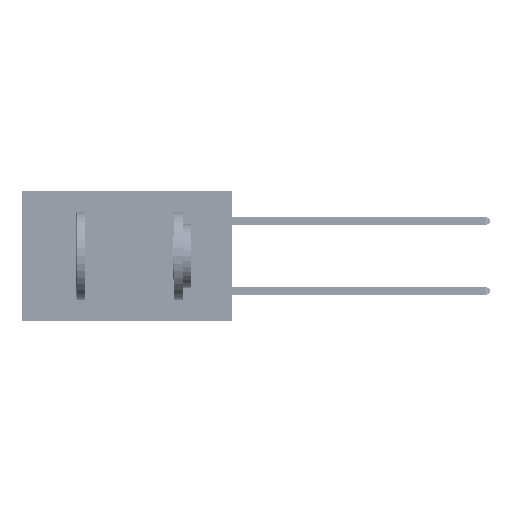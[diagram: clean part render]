
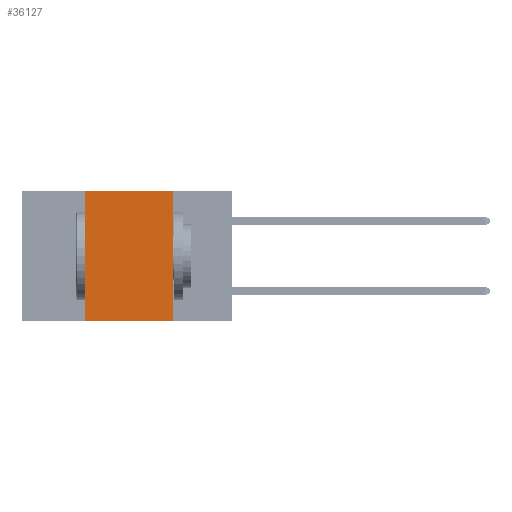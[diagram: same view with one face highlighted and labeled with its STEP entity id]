
A CAD part, left-side view. The second image highlights one B-rep face of the part: STEP entity #36127.
In plain terms, the highlighted planar face has unit normal (-1, 0, 0).
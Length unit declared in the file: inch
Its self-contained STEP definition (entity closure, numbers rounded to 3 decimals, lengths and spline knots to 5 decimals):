
#1224 = LINE ( 'NONE', #23230, #26010 ) ;
#1886 = CARTESIAN_POINT ( 'NONE',  ( 0., 0.17, 0. ) ) ;
#3679 = DIRECTION ( 'NONE',  ( 0., -1., 0. ) ) ;
#3757 = FACE_OUTER_BOUND ( 'NONE', #41275, .T. ) ;
#6303 = CARTESIAN_POINT ( 'NONE',  ( 0., 0.42, 0. ) ) ;
#6414 = DIRECTION ( 'NONE',  ( 0., 0., -1. ) ) ;
#7626 = EDGE_CURVE ( 'NONE', #45087, #37207, #1224, .T. ) ;
#11351 = ORIENTED_EDGE ( 'NONE', *, *, #7626, .F. ) ;
#13180 = VERTEX_POINT ( 'NONE', #17508 ) ;
#14228 = CARTESIAN_POINT ( 'NONE',  ( 0., 0.6, -0.37 ) ) ;
#15224 = VECTOR ( 'NONE', #6414, 39.37008 ) ;
#15402 = AXIS2_PLACEMENT_3D ( 'NONE', #40224, #16518, #44255 ) ;
#16518 = DIRECTION ( 'NONE',  ( 1., 0., 0. ) ) ;
#16850 = VECTOR ( 'NONE', #38765, 39.37008 ) ;
#17508 = CARTESIAN_POINT ( 'NONE',  ( 0., 0.17, -0.37 ) ) ;
#18289 = EDGE_CURVE ( 'NONE', #33338, #13180, #49706, .T. ) ;
#22887 = VECTOR ( 'NONE', #33187, 39.37008 ) ;
#23230 = CARTESIAN_POINT ( 'NONE',  ( 0., 0.6, 0. ) ) ;
#24537 = ORIENTED_EDGE ( 'NONE', *, *, #45523, .F. ) ;
#26010 = VECTOR ( 'NONE', #3679, 39.37008 ) ;
#26496 = CARTESIAN_POINT ( 'NONE',  ( 0., 0.17, 0. ) ) ;
#29484 = ORIENTED_EDGE ( 'NONE', *, *, #47937, .F. ) ;
#29712 = CARTESIAN_POINT ( 'NONE',  ( 0., 0.42, 0. ) ) ;
#31641 = CARTESIAN_POINT ( 'NONE',  ( 0., 0.42, -0.37 ) ) ;
#32264 = PLANE ( 'NONE',  #15402 ) ;
#33187 = DIRECTION ( 'NONE',  ( 0., 0., 1. ) ) ;
#33338 = VERTEX_POINT ( 'NONE', #31641 ) ;
#36127 = ADVANCED_FACE ( 'NONE', ( #3757 ), #32264, .F. ) ;
#37207 = VERTEX_POINT ( 'NONE', #26496 ) ;
#38765 = DIRECTION ( 'NONE',  ( 0., -1., 0. ) ) ;
#40224 = CARTESIAN_POINT ( 'NONE',  ( 0., 0.6, 0. ) ) ;
#41265 = LINE ( 'NONE', #1886, #15224 ) ;
#41275 = EDGE_LOOP ( 'NONE', ( #29484, #11351, #24537, #42163 ) ) ;
#42163 = ORIENTED_EDGE ( 'NONE', *, *, #18289, .T. ) ;
#44255 = DIRECTION ( 'NONE',  ( 0., 0., -1. ) ) ;
#45087 = VERTEX_POINT ( 'NONE', #6303 ) ;
#45523 = EDGE_CURVE ( 'NONE', #33338, #45087, #46466, .T. ) ;
#46466 = LINE ( 'NONE', #29712, #22887 ) ;
#47937 = EDGE_CURVE ( 'NONE', #37207, #13180, #41265, .T. ) ;
#49706 = LINE ( 'NONE', #14228, #16850 ) ;
